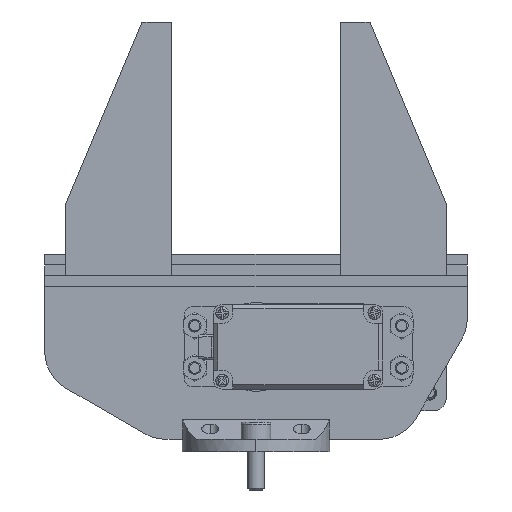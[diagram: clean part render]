
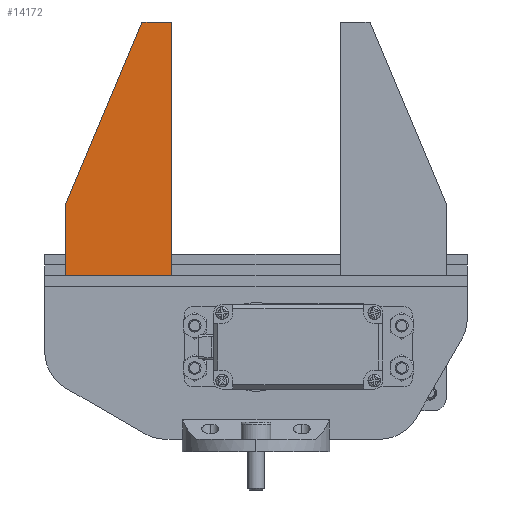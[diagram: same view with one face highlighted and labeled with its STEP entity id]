
A CAD part, front view. The second image highlights one B-rep face of the part: STEP entity #14172.
In plain terms, the highlighted planar face has unit normal (0, -1, 0).
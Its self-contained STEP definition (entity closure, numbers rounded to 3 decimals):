
#764 = CARTESIAN_POINT ( 'NONE',  ( 30., -10., 25. ) ) ;
#874 = DIRECTION ( 'NONE',  ( 0., 1., 0. ) ) ;
#1553 = VERTEX_POINT ( 'NONE', #9336 ) ;
#1854 = DIRECTION ( 'NONE',  ( 1., 0., 0. ) ) ;
#2045 = VERTEX_POINT ( 'NONE', #19730 ) ;
#2047 = VERTEX_POINT ( 'NONE', #764 ) ;
#2176 = EDGE_CURVE ( 'NONE', #1553, #23437, #14433, .T. ) ;
#2329 = VECTOR ( 'NONE', #24633, 1000. ) ;
#2401 = DIRECTION ( 'NONE',  ( 0., 0., -1. ) ) ;
#2534 = PLANE ( 'NONE',  #17314 ) ;
#3332 = VECTOR ( 'NONE', #2401, 1000. ) ;
#3825 = CARTESIAN_POINT ( 'NONE',  ( -30., -10., 0. ) ) ;
#3929 = ORIENTED_EDGE ( 'NONE', *, *, #19173, .F. ) ;
#4632 = CARTESIAN_POINT ( 'NONE',  ( -30., -10., 25. ) ) ;
#5410 = ORIENTED_EDGE ( 'NONE', *, *, #25351, .T. ) ;
#5858 = CARTESIAN_POINT ( 'NONE',  ( 30., -10., 0. ) ) ;
#5967 = LINE ( 'NONE', #14455, #2329 ) ;
#6214 = CARTESIAN_POINT ( 'NONE',  ( -30., -10., 18. ) ) ;
#6755 = CARTESIAN_POINT ( 'NONE',  ( 30., -10., 25. ) ) ;
#7021 = FACE_OUTER_BOUND ( 'NONE', #25704, .T. ) ;
#9225 = DIRECTION ( 'NONE',  ( 0., 0., -1. ) ) ;
#9336 = CARTESIAN_POINT ( 'NONE',  ( 13., -10., 0. ) ) ;
#9610 = ORIENTED_EDGE ( 'NONE', *, *, #16146, .F. ) ;
#10091 = CARTESIAN_POINT ( 'NONE',  ( -30., -10., 25. ) ) ;
#10388 = DIRECTION ( 'NONE',  ( 0.922, 0., -0.386 ) ) ;
#11199 = CARTESIAN_POINT ( 'NONE',  ( -30., -10., 25. ) ) ;
#11448 = VECTOR ( 'NONE', #10388, 1000. ) ;
#11533 = ORIENTED_EDGE ( 'NONE', *, *, #2176, .T. ) ;
#11554 = VECTOR ( 'NONE', #9225, 1000. ) ;
#13456 = EDGE_CURVE ( 'NONE', #15192, #2045, #23720, .T. ) ;
#14172 = ADVANCED_FACE ( 'NONE', ( #7021 ), #2534, .F. ) ;
#14433 = LINE ( 'NONE', #3825, #27074 ) ;
#14455 = CARTESIAN_POINT ( 'NONE',  ( -30., -10., 25. ) ) ;
#15192 = VERTEX_POINT ( 'NONE', #10091 ) ;
#16146 = EDGE_CURVE ( 'NONE', #15192, #2047, #5967, .T. ) ;
#17314 = AXIS2_PLACEMENT_3D ( 'NONE', #11199, #874, #24296 ) ;
#18731 = LINE ( 'NONE', #6214, #11448 ) ;
#18874 = LINE ( 'NONE', #6755, #3332 ) ;
#19173 = EDGE_CURVE ( 'NONE', #2047, #23437, #18874, .T. ) ;
#19730 = CARTESIAN_POINT ( 'NONE',  ( -30., -10., 18. ) ) ;
#19741 = ORIENTED_EDGE ( 'NONE', *, *, #13456, .T. ) ;
#23437 = VERTEX_POINT ( 'NONE', #5858 ) ;
#23720 = LINE ( 'NONE', #4632, #11554 ) ;
#24296 = DIRECTION ( 'NONE',  ( 0., 0., 1. ) ) ;
#24633 = DIRECTION ( 'NONE',  ( 1., 0., 0. ) ) ;
#25351 = EDGE_CURVE ( 'NONE', #2045, #1553, #18731, .T. ) ;
#25704 = EDGE_LOOP ( 'NONE', ( #19741, #5410, #11533, #3929, #9610 ) ) ;
#27074 = VECTOR ( 'NONE', #1854, 1000. ) ;
